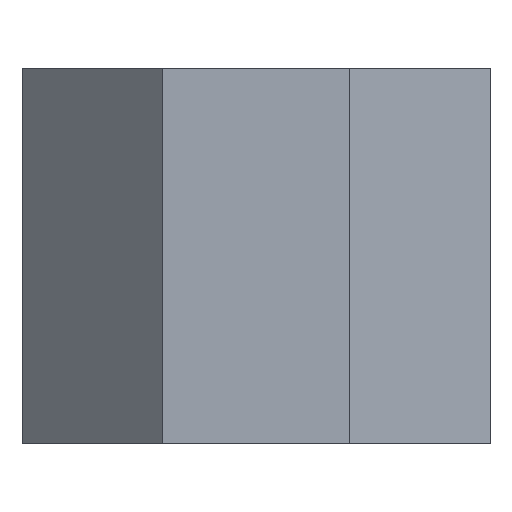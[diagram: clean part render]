
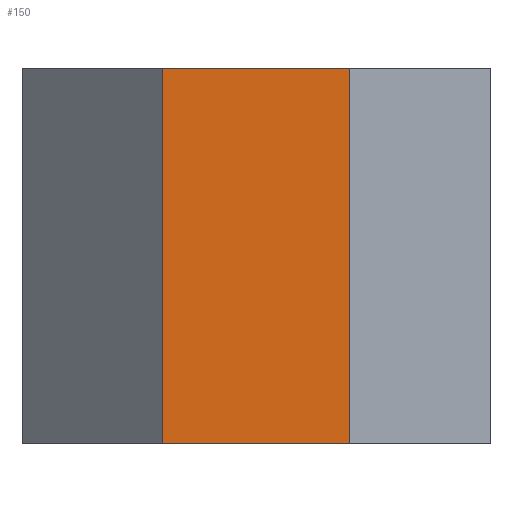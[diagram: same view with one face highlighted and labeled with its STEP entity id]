
A CAD part, front view. The second image highlights one B-rep face of the part: STEP entity #150.
In plain terms, the highlighted planar face has unit normal (0, -1, 0).
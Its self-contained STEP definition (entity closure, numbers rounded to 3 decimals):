
#3 = EDGE_CURVE ( 'NONE', #473, #189, #93, .T. ) ;
#8 = ORIENTED_EDGE ( 'NONE', *, *, #501, .T. ) ;
#20 = LINE ( 'NONE', #182, #370 ) ;
#51 = VECTOR ( 'NONE', #75, 1000. ) ;
#63 = DIRECTION ( 'NONE',  ( 0., 1., 0. ) ) ;
#65 = VECTOR ( 'NONE', #446, 1000. ) ;
#75 = DIRECTION ( 'NONE',  ( 0., 0., -1. ) ) ;
#90 = LINE ( 'NONE', #382, #51 ) ;
#93 = LINE ( 'NONE', #242, #395 ) ;
#130 = PLANE ( 'NONE',  #351 ) ;
#135 = ORIENTED_EDGE ( 'NONE', *, *, #193, .T. ) ;
#150 = ADVANCED_FACE ( 'NONE', ( #301 ), #130, .F. ) ;
#152 = ORIENTED_EDGE ( 'NONE', *, *, #224, .T. ) ;
#159 = VERTEX_POINT ( 'NONE', #321 ) ;
#161 = DIRECTION ( 'NONE',  ( 1., 0., 0. ) ) ;
#172 = CARTESIAN_POINT ( 'NONE',  ( -1.25, -1.25, 2. ) ) ;
#173 = CARTESIAN_POINT ( 'NONE',  ( -0.5, -1.25, 2. ) ) ;
#182 = CARTESIAN_POINT ( 'NONE',  ( 0.5, -1.25, 2. ) ) ;
#189 = VERTEX_POINT ( 'NONE', #285 ) ;
#193 = EDGE_CURVE ( 'NONE', #473, #465, #90, .T. ) ;
#224 = EDGE_CURVE ( 'NONE', #159, #189, #20, .T. ) ;
#242 = CARTESIAN_POINT ( 'NONE',  ( -1.25, -1.25, 2. ) ) ;
#247 = ORIENTED_EDGE ( 'NONE', *, *, #3, .F. ) ;
#267 = LINE ( 'NONE', #332, #65 ) ;
#285 = CARTESIAN_POINT ( 'NONE',  ( 0.5, -1.25, 2. ) ) ;
#288 = DIRECTION ( 'NONE',  ( -1., 0., 0. ) ) ;
#301 = FACE_OUTER_BOUND ( 'NONE', #422, .T. ) ;
#302 = DIRECTION ( 'NONE',  ( 0., 0., 1. ) ) ;
#321 = CARTESIAN_POINT ( 'NONE',  ( 0.5, -1.25, 0. ) ) ;
#324 = CARTESIAN_POINT ( 'NONE',  ( -0.5, -1.25, 0. ) ) ;
#332 = CARTESIAN_POINT ( 'NONE',  ( -1.25, -1.25, 0. ) ) ;
#351 = AXIS2_PLACEMENT_3D ( 'NONE', #172, #63, #288 ) ;
#370 = VECTOR ( 'NONE', #302, 1000. ) ;
#382 = CARTESIAN_POINT ( 'NONE',  ( -0.5, -1.25, 2. ) ) ;
#395 = VECTOR ( 'NONE', #161, 1000. ) ;
#422 = EDGE_LOOP ( 'NONE', ( #247, #135, #8, #152 ) ) ;
#446 = DIRECTION ( 'NONE',  ( 1., 0., 0. ) ) ;
#465 = VERTEX_POINT ( 'NONE', #324 ) ;
#473 = VERTEX_POINT ( 'NONE', #173 ) ;
#501 = EDGE_CURVE ( 'NONE', #465, #159, #267, .T. ) ;
